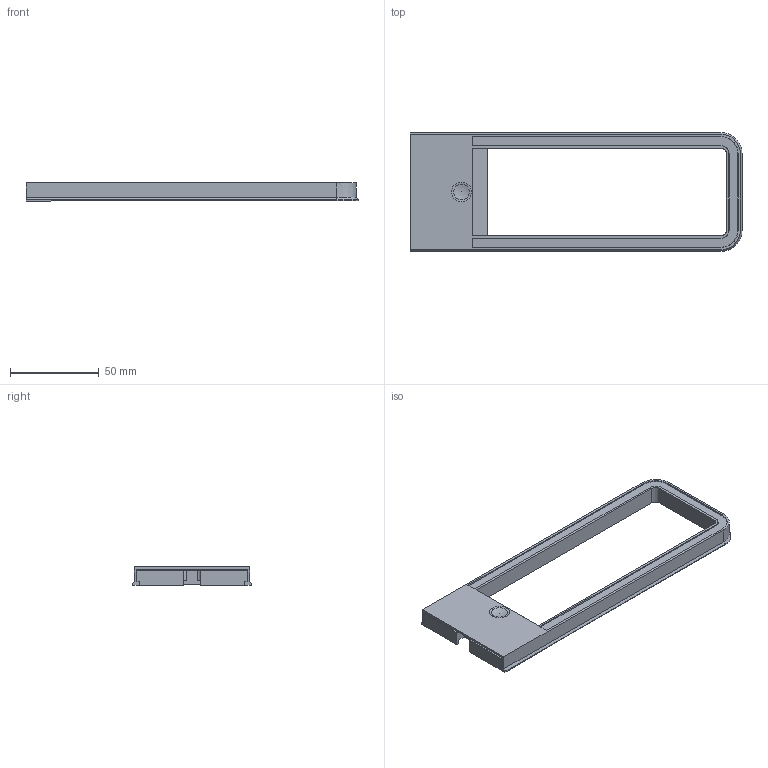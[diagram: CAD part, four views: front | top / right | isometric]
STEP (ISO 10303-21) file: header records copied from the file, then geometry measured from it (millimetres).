
FILE_DESCRIPTION(/* description */ ('Unknown'),/* implementation_level */ '2;1');
FILE_NAME(/* name */ 'LINEO TDM',/* time_stamp */ '2024-05-27T15:57:37+02:00',/* author */ ('Unknown'),/* organization */ ('Unknown'),/* preprocessor_version */ 'ST-DEVELOPER v18.102',/* originating_system */ 'Solid Edge',/* authorisation */ 'Unknown');
FILE_SCHEMA (('AUTOMOTIVE_DESIGN {1 0 10303 214 3 1 1}'));
Length unit declared in the file: millimetre
Products named in the file (5): Lineo TDM; 3066703; 3066001; 3065703; 3065903
Assembly tree (4 placements, depth 2):
  Lineo TDM
    3066703
    3066001
    3065703
    3065903
Bounding box: 186.9 x 66.8 x 10.37 mm (x, y, z)
Volume: 47356.7 mm3; surface area: 34117.6 mm2
Topology: 4 solids, 4 shells, 172 faces, 473 edges, 310 vertices
Faces by surface type: plane 134, cylinder 18, cone 14, bspline 4, sphere 1, torus 1
Entity records: 5577 total; most frequent: CARTESIAN_POINT 1054, ORIENTED_EDGE 938, DIRECTION 869, EDGE_CURVE 469, LINE 399, VECTOR 399, VERTEX_POINT 308, AXIS2_PLACEMENT_3D 235
